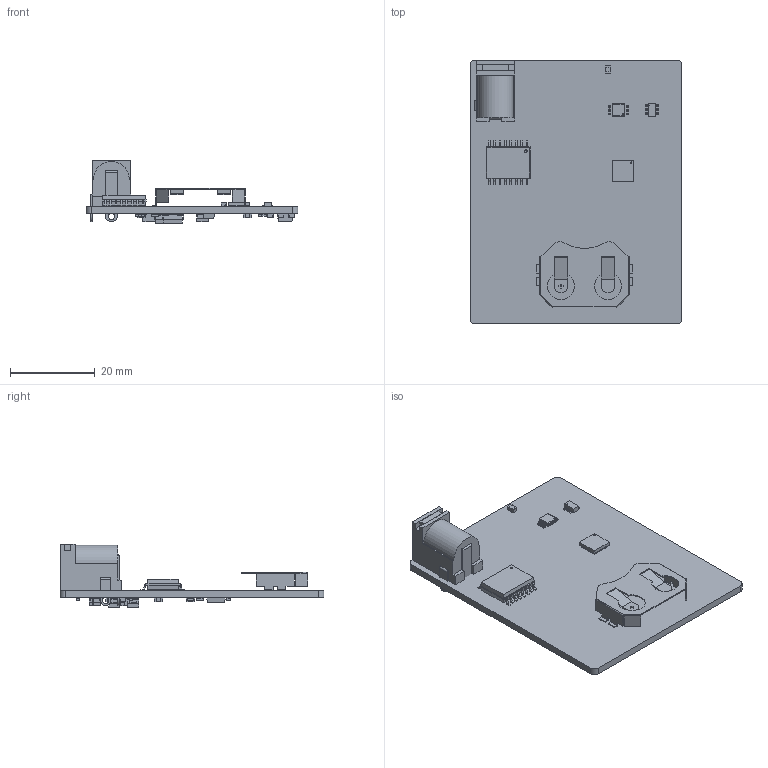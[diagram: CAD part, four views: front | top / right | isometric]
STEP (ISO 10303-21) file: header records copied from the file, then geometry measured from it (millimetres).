
FILE_DESCRIPTION(('Open CASCADE Model'),'2;1');
FILE_NAME('Open CASCADE Shape Model','2023-08-31T14:42:27',('Author'),( 'Open CASCADE'),'Open CASCADE STEP processor 7.5','Open CASCADE 7.5' ,'Unknown');
FILE_SCHEMA(('AUTOMOTIVE_DESIGN { 1 0 10303 214 1 1 1 1 }'));
Length unit declared in the file: millimetre
Products named in the file (45): PCB; Board; Open CASCADE STEP translator 7.5 1.1.1; U2; 6374241840; U1; MSP430G2x53_QFN; R8; res_0603; R7; R6; R5; R4; R3; R2; R1; MOSFET1; 6169808432; J3; 6374237600; PJ-002B; IC1; 6374242640; D3; 6374246720; D2; D1; 6374240720; Cap3; Cap_B_3528_Tan; mold-B2; flame-B2; Cap2; Cap1; C8; Cap_0805; C7; C6; C5; C4 ...
Assembly tree (62 placements, depth 4):
  PCB
    Board
      Open CASCADE STEP translator 7.5 1.1.1
    U2
      6374241840
    U1
      MSP430G2x53_QFN
    R8
      res_0603
    R7
      res_0603
    R6
      res_0603
    R5
      res_0603
    R4
      res_0603
    R3
      res_0603
    R2
      res_0603
    R1
      res_0603
    MOSFET1
      6169808432
    J3
      6374237600
        PJ-002B
    IC1
      6374242640
    D3
      6374246720
    D2
      6374246720
    D1
      6374240720
    Cap3
      Cap_B_3528_Tan
        mold-B2
        flame-B2  x2
    Cap2
      Cap_B_3528_Tan
        mold-B2
        flame-B2  x2
    Cap1
      Cap_B_3528_Tan
        mold-B2
        flame-B2  x2
    C8
      Cap_0805
    C7
      Cap_0805
    C6
      Cap_0805
    C5
      Cap_0805
    C4
      Cap_0805
    C3
      Cap_0805
Bounding box: 50 x 62.25 x 15.06 mm (x, y, z)
Volume: 6665.4 mm3; surface area: 9513.7 mm2
Topology: 152 solids, 152 shells, 2160 faces, 5180 edges, 3258 vertices
Faces by surface type: plane 1445, cylinder 637, sphere 72, bspline 4, cone 2
Full cylindrical faces by diameter (mm): 0.085 x1
Entity records: 42433 total; most frequent: CARTESIAN_POINT 7020, DIRECTION 6606, ORIENTED_EDGE 6478, EDGE_CURVE 3239, LINE 2566, VECTOR 2566, VERTEX_POINT 2100, AXIS2_PLACEMENT_3D 2020
